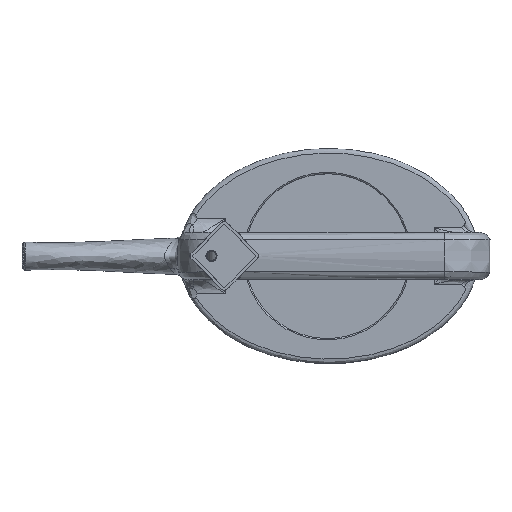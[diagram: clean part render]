
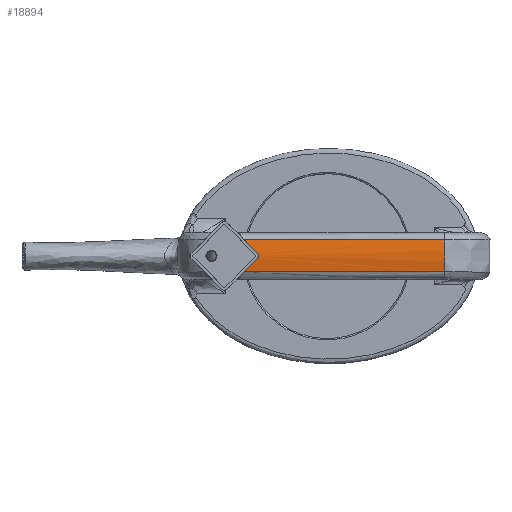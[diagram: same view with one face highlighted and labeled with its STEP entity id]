
A CAD part, top view. The second image highlights one B-rep face of the part: STEP entity #18894.
In plain terms, the highlighted free-form (B-spline) face has degree [3, 1] with [4, 2] control points.
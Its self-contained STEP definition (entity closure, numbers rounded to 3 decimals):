
#18894 = ADVANCED_FACE('',(#18895),#18973,.F.);
#18895 = FACE_BOUND('',#18896,.F.);
#18896 = EDGE_LOOP('',(#18897,#18908,#18915,#18924,#18933,#18940,#18947,
    #18956));
#18897 = ORIENTED_EDGE('',*,*,#18898,.F.);
#18898 = EDGE_CURVE('',#18899,#18901,#18903,.T.);
#18899 = VERTEX_POINT('',#18900);
#18900 = CARTESIAN_POINT('',(-43.571,11.285,
    197.523));
#18901 = VERTEX_POINT('',#18902);
#18902 = CARTESIAN_POINT('',(-34.129,1.844,
    198.661));
#18903 = B_SPLINE_CURVE_WITH_KNOTS('',3,(#18904,#18905,#18906,#18907),
  .UNSPECIFIED.,.F.,.F.,(4,4),(0.,0.01),
  .PIECEWISE_BEZIER_KNOTS.);
#18904 = CARTESIAN_POINT('',(-43.571,11.285,
    197.523));
#18905 = CARTESIAN_POINT('',(-40.44,8.154,
    198.175));
#18906 = CARTESIAN_POINT('',(-37.293,5.007,
    198.554));
#18907 = CARTESIAN_POINT('',(-34.129,1.844,
    198.661));
#18908 = ORIENTED_EDGE('',*,*,#18909,.F.);
#18909 = EDGE_CURVE('',#18910,#18899,#18912,.T.);
#18910 = VERTEX_POINT('',#18911);
#18911 = CARTESIAN_POINT('',(97.554,11.285,
    197.523));
#18912 = B_SPLINE_CURVE_WITH_KNOTS('',1,(#18913,#18914),.UNSPECIFIED.,
  .F.,.F.,(2,2),(0.,108.245),
  .PIECEWISE_BEZIER_KNOTS.);
#18913 = CARTESIAN_POINT('',(97.554,11.285,
    197.523));
#18914 = CARTESIAN_POINT('',(-43.571,11.285,
    197.523));
#18915 = ORIENTED_EDGE('',*,*,#18916,.F.);
#18916 = EDGE_CURVE('',#18917,#18910,#18919,.T.);
#18917 = VERTEX_POINT('',#18918);
#18918 = CARTESIAN_POINT('',(97.554,11.285,
    197.523));
#18919 = B_SPLINE_CURVE_WITH_KNOTS('',3,(#18920,#18921,#18922,#18923),
  .UNSPECIFIED.,.F.,.F.,(4,4),(0.,0.),
  .PIECEWISE_BEZIER_KNOTS.);
#18920 = CARTESIAN_POINT('',(97.554,11.285,
    197.523));
#18921 = CARTESIAN_POINT('',(97.554,11.285,
    197.523));
#18922 = CARTESIAN_POINT('',(97.554,11.285,
    197.523));
#18923 = CARTESIAN_POINT('',(97.554,11.285,
    197.523));
#18924 = ORIENTED_EDGE('',*,*,#18925,.T.);
#18925 = EDGE_CURVE('',#18917,#18926,#18928,.T.);
#18926 = VERTEX_POINT('',#18927);
#18927 = CARTESIAN_POINT('',(97.554,-11.285,
    197.523));
#18928 = ( BOUNDED_CURVE() B_SPLINE_CURVE(3,(#18929,#18930,#18931,#18932
),.UNSPECIFIED.,.F.,.F.) B_SPLINE_CURVE_WITH_KNOTS((4,4),(6.134,
6.432),.PIECEWISE_BEZIER_KNOTS.) CURVE() 
GEOMETRIC_REPRESENTATION_ITEM() RATIONAL_B_SPLINE_CURVE((1.,
0.993,0.993,1.)) REPRESENTATION_ITEM('') );
#18929 = CARTESIAN_POINT('',(97.554,11.285,
    197.523));
#18930 = CARTESIAN_POINT('',(97.613,3.79,
    199.084));
#18931 = CARTESIAN_POINT('',(97.613,-3.79,
    199.084));
#18932 = CARTESIAN_POINT('',(97.554,-11.285,
    197.523));
#18933 = ORIENTED_EDGE('',*,*,#18934,.F.);
#18934 = EDGE_CURVE('',#18935,#18926,#18937,.T.);
#18935 = VERTEX_POINT('',#18936);
#18936 = CARTESIAN_POINT('',(97.309,-11.285,
    197.523));
#18937 = B_SPLINE_CURVE_WITH_KNOTS('',1,(#18938,#18939),.UNSPECIFIED.,
  .F.,.F.,(2,2),(0.,0.188),.PIECEWISE_BEZIER_KNOTS.);
#18938 = CARTESIAN_POINT('',(97.309,-11.285,
    197.523));
#18939 = CARTESIAN_POINT('',(97.554,-11.285,
    197.523));
#18940 = ORIENTED_EDGE('',*,*,#18941,.F.);
#18941 = EDGE_CURVE('',#18942,#18935,#18944,.T.);
#18942 = VERTEX_POINT('',#18943);
#18943 = CARTESIAN_POINT('',(-43.571,-11.285,
    197.523));
#18944 = B_SPLINE_CURVE_WITH_KNOTS('',1,(#18945,#18946),.UNSPECIFIED.,
  .F.,.F.,(2,2),(10.737,118.793),
  .PIECEWISE_BEZIER_KNOTS.);
#18945 = CARTESIAN_POINT('',(-43.571,-11.285,
    197.523));
#18946 = CARTESIAN_POINT('',(97.309,-11.285,
    197.523));
#18947 = ORIENTED_EDGE('',*,*,#18948,.F.);
#18948 = EDGE_CURVE('',#18949,#18942,#18951,.T.);
#18949 = VERTEX_POINT('',#18950);
#18950 = CARTESIAN_POINT('',(-34.129,-1.844,
    198.661));
#18951 = B_SPLINE_CURVE_WITH_KNOTS('',3,(#18952,#18953,#18954,#18955),
  .UNSPECIFIED.,.F.,.F.,(4,4),(0.,0.01),
  .PIECEWISE_BEZIER_KNOTS.);
#18952 = CARTESIAN_POINT('',(-34.129,-1.844,
    198.661));
#18953 = CARTESIAN_POINT('',(-37.293,-5.007,
    198.554));
#18954 = CARTESIAN_POINT('',(-40.44,-8.154,
    198.175));
#18955 = CARTESIAN_POINT('',(-43.571,-11.285,
    197.523));
#18956 = ORIENTED_EDGE('',*,*,#18957,.F.);
#18957 = EDGE_CURVE('',#18901,#18949,#18958,.T.);
#18958 = B_SPLINE_CURVE_WITH_KNOTS('',3,(#18959,#18960,#18961,#18962,
    #18963,#18964,#18965,#18966,#18967,#18968,#18969,#18970,#18971,
    #18972),.UNSPECIFIED.,.F.,.F.,(4,2,2,2,2,2,4),(0.,
    0.,0.001,0.001,
    0.002,0.002,0.003),
  .UNSPECIFIED.);
#18959 = CARTESIAN_POINT('',(-34.129,1.844,
    198.661));
#18960 = CARTESIAN_POINT('',(-34.008,1.722,
    198.665));
#18961 = CARTESIAN_POINT('',(-33.9,1.59,
    198.669));
#18962 = CARTESIAN_POINT('',(-33.711,1.308,
    198.676));
#18963 = CARTESIAN_POINT('',(-33.629,1.156,
    198.68));
#18964 = CARTESIAN_POINT('',(-33.499,0.84,
    198.686));
#18965 = CARTESIAN_POINT('',(-33.449,0.678,
    198.688));
#18966 = CARTESIAN_POINT('',(-33.383,0.344,
    198.691));
#18967 = CARTESIAN_POINT('',(-33.366,0.171,
    198.692));
#18968 = CARTESIAN_POINT('',(-33.365,-0.339,
    198.692));
#18969 = CARTESIAN_POINT('',(-33.434,-0.682,
    198.689));
#18970 = CARTESIAN_POINT('',(-33.693,-1.31,
    198.677));
#18971 = CARTESIAN_POINT('',(-33.886,-1.6,
    198.669));
#18972 = CARTESIAN_POINT('',(-34.129,-1.844,
    198.661));
#18973 = ( BOUNDED_SURFACE() B_SPLINE_SURFACE(3,1,(
    (#18974,#18975)
    ,(#18976,#18977)
    ,(#18978,#18979)
    ,(#18980,#18981
)),.UNSPECIFIED.,.F.,.F.,.F.) B_SPLINE_SURFACE_WITH_KNOTS((4,4),(2,2),(
    0.,1.),(0.,1.),.PIECEWISE_BEZIER_KNOTS.) 
GEOMETRIC_REPRESENTATION_ITEM() RATIONAL_B_SPLINE_SURFACE((
    (1.,1.)
    ,(0.984,0.984)
    ,(0.984,0.984)
,(1.,1.))) REPRESENTATION_ITEM('') SURFACE() );
#18974 = CARTESIAN_POINT('',(97.502,16.558,
    196.159));
#18975 = CARTESIAN_POINT('',(-57.62,16.558,
    196.159));
#18976 = CARTESIAN_POINT('',(97.63,5.609,
    199.55));
#18977 = CARTESIAN_POINT('',(-57.492,5.609,
    199.55));
#18978 = CARTESIAN_POINT('',(97.63,-5.609,
    199.55));
#18979 = CARTESIAN_POINT('',(-57.492,-5.609,
    199.55));
#18980 = CARTESIAN_POINT('',(97.502,-16.558,
    196.159));
#18981 = CARTESIAN_POINT('',(-57.62,-16.558,
    196.159));
